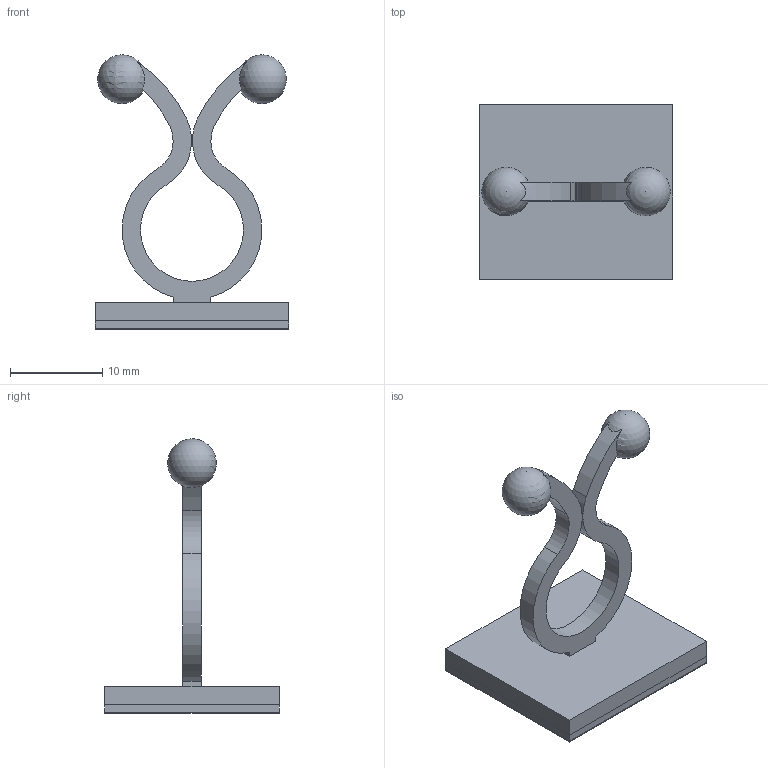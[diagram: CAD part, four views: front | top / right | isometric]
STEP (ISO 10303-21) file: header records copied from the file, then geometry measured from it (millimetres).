
FILE_DESCRIPTION(/* description */ ('Unknown'),/* implementation_level */ '2;1');
FILE_NAME(/* name */ '520205000',/* time_stamp */ '2019-01-14T08:15:50+01:00',/* author */ ('Unknown'),/* organization */ ('Unknown'),/* preprocessor_version */ 'ST-DEVELOPER v16.7',/* originating_system */ 'DEX',/* authorisation */ $);
FILE_SCHEMA (('AUTOMOTIVE_DESIGN {1 0 10303 214 3 1 1}'));
Length unit declared in the file: millimetre
Products named in the file (4): 520205000; Driller; self-adehsive_base; release_tape
Assembly tree (3 placements, depth 2):
  520205000
    Driller
    self-adehsive_base
    release_tape
Bounding box: 21 x 19 x 29.8 mm (x, y, z)
Volume: 1556.9 mm3; surface area: 3265.8 mm2
Topology: 3 solids, 3 shells, 39 faces, 102 edges, 68 vertices
Faces by surface type: plane 26, cylinder 11, sphere 2
Entity records: 1273 total; most frequent: CARTESIAN_POINT 221, DIRECTION 208, ORIENTED_EDGE 192, EDGE_CURVE 96, AXIS2_PLACEMENT_3D 73, VERTEX_POINT 64, LINE 62, VECTOR 62
